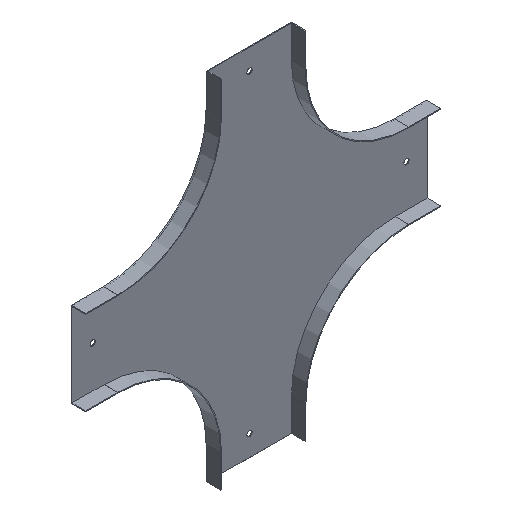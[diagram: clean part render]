
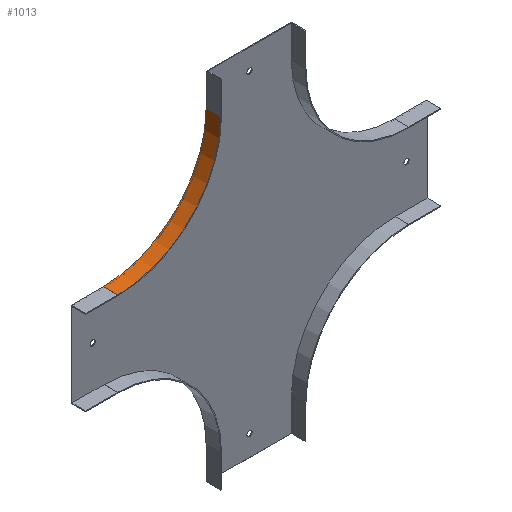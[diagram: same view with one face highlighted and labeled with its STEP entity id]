
A CAD part, isometric view. The second image highlights one B-rep face of the part: STEP entity #1013.
In plain terms, the highlighted cylindrical face has radius 99 mm (diameter 198 mm), a partial arc.
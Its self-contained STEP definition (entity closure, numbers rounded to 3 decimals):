
#2 = CIRCLE ( 'NONE', #407, 99. ) ;
#20 = CIRCLE ( 'NONE', #411, 99. ) ;
#39 = FACE_OUTER_BOUND ( 'NONE', #926, .T. ) ;
#47 = CYLINDRICAL_SURFACE ( 'NONE', #113, 99. ) ;
#113 = AXIS2_PLACEMENT_3D ( 'NONE', #696, #698, #832 ) ;
#237 = VERTEX_POINT ( 'NONE', #820 ) ;
#241 = VERTEX_POINT ( 'NONE', #767 ) ;
#252 = VERTEX_POINT ( 'NONE', #716 ) ;
#253 = VERTEX_POINT ( 'NONE', #715 ) ;
#353 = VECTOR ( 'NONE', #1124, 1000. ) ;
#357 = LINE ( 'NONE', #1114, #366 ) ;
#362 = LINE ( 'NONE', #1153, #353 ) ;
#366 = VECTOR ( 'NONE', #1139, 1000. ) ;
#407 = AXIS2_PLACEMENT_3D ( 'NONE', #654, #652, #651 ) ;
#411 = AXIS2_PLACEMENT_3D ( 'NONE', #1104, #1113, #1102 ) ;
#540 = ORIENTED_EDGE ( 'NONE', *, *, #1222, .T. ) ;
#543 = ORIENTED_EDGE ( 'NONE', *, *, #1214, .T. ) ;
#544 = ORIENTED_EDGE ( 'NONE', *, *, #1208, .F. ) ;
#580 = ORIENTED_EDGE ( 'NONE', *, *, #1204, .T. ) ;
#651 = DIRECTION ( 'NONE',  ( 0., 0., 1. ) ) ;
#652 = DIRECTION ( 'NONE',  ( 0., 1., 0. ) ) ;
#654 = CARTESIAN_POINT ( 'NONE',  ( -140., 0.8, -31. ) ) ;
#696 = CARTESIAN_POINT ( 'NONE',  ( -140., 0.8, -31. ) ) ;
#698 = DIRECTION ( 'NONE',  ( 0., -1., 0. ) ) ;
#715 = CARTESIAN_POINT ( 'NONE',  ( -41., 0.8, -31. ) ) ;
#716 = CARTESIAN_POINT ( 'NONE',  ( -140., 0.8, -130. ) ) ;
#767 = CARTESIAN_POINT ( 'NONE',  ( -140., -13.2, -130. ) ) ;
#820 = CARTESIAN_POINT ( 'NONE',  ( -41., -13.2, -31. ) ) ;
#832 = DIRECTION ( 'NONE',  ( 0., 0., -1. ) ) ;
#926 = EDGE_LOOP ( 'NONE', ( #580, #543, #544, #540 ) ) ;
#1013 = ADVANCED_FACE ( 'NONE', ( #39 ), #47, .F. ) ;
#1102 = DIRECTION ( 'NONE',  ( -1., 0., 0. ) ) ;
#1104 = CARTESIAN_POINT ( 'NONE',  ( -140., -13.2, -31. ) ) ;
#1113 = DIRECTION ( 'NONE',  ( 0., -1., 0. ) ) ;
#1114 = CARTESIAN_POINT ( 'NONE',  ( -140., 0.8, -130. ) ) ;
#1124 = DIRECTION ( 'NONE',  ( 0., -1., 0. ) ) ;
#1139 = DIRECTION ( 'NONE',  ( 0., -1., 0. ) ) ;
#1153 = CARTESIAN_POINT ( 'NONE',  ( -41., 0.8, -31. ) ) ;
#1204 = EDGE_CURVE ( 'NONE', #252, #241, #357, .T. ) ;
#1208 = EDGE_CURVE ( 'NONE', #253, #237, #362, .T. ) ;
#1214 = EDGE_CURVE ( 'NONE', #241, #237, #20, .T. ) ;
#1222 = EDGE_CURVE ( 'NONE', #253, #252, #2, .T. ) ;
